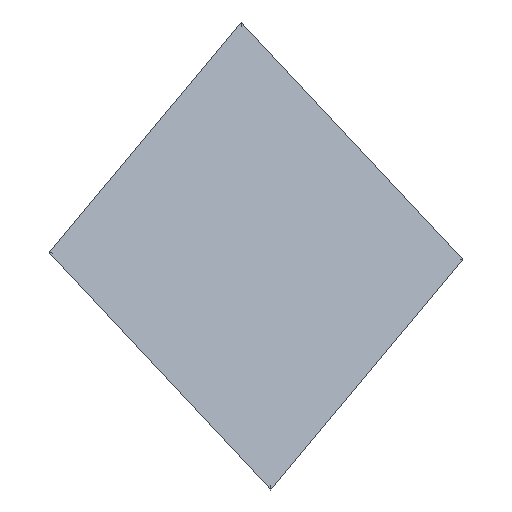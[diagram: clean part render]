
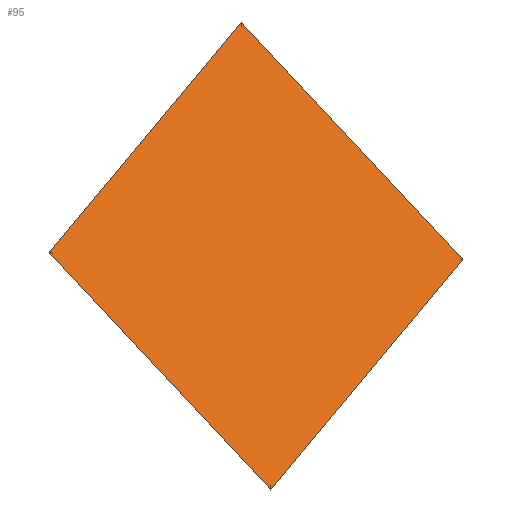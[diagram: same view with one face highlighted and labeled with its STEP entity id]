
A CAD part, front view. The second image highlights one B-rep face of the part: STEP entity #95.
In plain terms, the highlighted free-form (B-spline) face has degree [3, 3] with [5, 5] control points.
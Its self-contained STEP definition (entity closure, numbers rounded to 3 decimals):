
#16=FACE_OUTER_BOUND('',#21,.T.);
#21=EDGE_LOOP('',(#74,#75,#76,#77));
#26=B_SPLINE_CURVE_WITH_KNOTS('',3,(#153,#154,#155,#156),.UNSPECIFIED.,
 .F.,.F.,(4,4),(-1650.046,1650.046),.UNSPECIFIED.);
#27=B_SPLINE_CURVE_WITH_KNOTS('',3,(#158,#159,#160,#161),.UNSPECIFIED.,
 .F.,.F.,(4,4),(-1650.046,1650.046),.UNSPECIFIED.);
#28=B_SPLINE_CURVE_WITH_KNOTS('',3,(#163,#164,#165,#166),.UNSPECIFIED.,
 .F.,.F.,(4,4),(-1650.046,1650.046),.UNSPECIFIED.);
#29=B_SPLINE_CURVE_WITH_KNOTS('',3,(#167,#168,#169,#170),.UNSPECIFIED.,
 .F.,.F.,(4,4),(-1650.046,1650.046),.UNSPECIFIED.);
#42=VERTEX_POINT('',#151);
#43=VERTEX_POINT('',#152);
#44=VERTEX_POINT('',#157);
#45=VERTEX_POINT('',#162);
#58=EDGE_CURVE('',#42,#43,#26,.T.);
#59=EDGE_CURVE('',#43,#44,#27,.T.);
#60=EDGE_CURVE('',#44,#45,#28,.T.);
#61=EDGE_CURVE('',#45,#42,#29,.T.);
#74=ORIENTED_EDGE('',*,*,#58,.T.);
#75=ORIENTED_EDGE('',*,*,#59,.T.);
#76=ORIENTED_EDGE('',*,*,#60,.T.);
#77=ORIENTED_EDGE('',*,*,#61,.T.);
#90=B_SPLINE_SURFACE_WITH_KNOTS('',3,3,((#126,#127,#128,#129,#130),(#131,
#132,#133,#134,#135),(#136,#137,#138,#139,#140),(#141,#142,#143,#144,#145),
(#146,#147,#148,#149,#150)),.UNSPECIFIED.,.F.,.F.,.F.,(4,1,4),(4,1,4),(-1650.046,
0.,1650.046),(-1650.046,0.,1650.046),
 .UNSPECIFIED.);
#95=ADVANCED_FACE('',(#16),#90,.F.);
#126=CARTESIAN_POINT('Ctrl Pts',(1287.983,83.666,-3576.054));
#127=CARTESIAN_POINT('Ctrl Pts',(1603.59,326.854,-3196.886));
#128=CARTESIAN_POINT('Ctrl Pts',(2234.805,813.231,-2438.55));
#129=CARTESIAN_POINT('Ctrl Pts',(2866.019,1299.607,-1680.213));
#130=CARTESIAN_POINT('Ctrl Pts',(3181.627,1542.795,-1301.045));
#131=CARTESIAN_POINT('Ctrl Pts',(923.681,-50.838,-3186.554));
#132=CARTESIAN_POINT('Ctrl Pts',(1239.289,192.351,-2807.386));
#133=CARTESIAN_POINT('Ctrl Pts',(1870.503,678.727,-2049.05));
#134=CARTESIAN_POINT('Ctrl Pts',(2501.718,1165.103,-1290.713));
#135=CARTESIAN_POINT('Ctrl Pts',(2817.326,1408.291,-911.545));
#136=CARTESIAN_POINT('Ctrl Pts',(195.079,-319.845,-2407.554));
#137=CARTESIAN_POINT('Ctrl Pts',(510.686,-76.657,-2028.386));
#138=CARTESIAN_POINT('Ctrl Pts',(1141.901,409.719,-1270.05));
#139=CARTESIAN_POINT('Ctrl Pts',(1773.116,896.095,-511.714));
#140=CARTESIAN_POINT('Ctrl Pts',(2088.723,1139.283,-132.546));
#141=CARTESIAN_POINT('Ctrl Pts',(-533.524,-588.853,-1628.555));
#142=CARTESIAN_POINT('Ctrl Pts',(-217.917,-345.665,-1249.386));
#143=CARTESIAN_POINT('Ctrl Pts',(413.298,140.711,-491.05));
#144=CARTESIAN_POINT('Ctrl Pts',(1044.513,627.087,267.286));
#145=CARTESIAN_POINT('Ctrl Pts',(1360.12,870.275,646.454));
#146=CARTESIAN_POINT('Ctrl Pts',(-897.825,-723.357,-1239.055));
#147=CARTESIAN_POINT('Ctrl Pts',(-582.218,-480.169,-859.887));
#148=CARTESIAN_POINT('Ctrl Pts',(48.997,6.207,-101.55));
#149=CARTESIAN_POINT('Ctrl Pts',(680.212,492.583,656.786));
#150=CARTESIAN_POINT('Ctrl Pts',(995.819,735.771,1035.954));
#151=CARTESIAN_POINT('',(995.819,735.771,1035.954));
#152=CARTESIAN_POINT('',(-897.825,-723.357,-1239.055));
#153=CARTESIAN_POINT('Ctrl Pts',(995.819,735.771,1035.954));
#154=CARTESIAN_POINT('Ctrl Pts',(364.604,249.395,277.618));
#155=CARTESIAN_POINT('Ctrl Pts',(-266.611,-236.981,-480.718));
#156=CARTESIAN_POINT('Ctrl Pts',(-897.825,-723.357,-1239.055));
#157=CARTESIAN_POINT('',(1287.983,83.666,-3576.054));
#158=CARTESIAN_POINT('Ctrl Pts',(-897.825,-723.357,-1239.055));
#159=CARTESIAN_POINT('Ctrl Pts',(-169.223,-454.349,-2018.054));
#160=CARTESIAN_POINT('Ctrl Pts',(559.38,-185.342,-2797.054));
#161=CARTESIAN_POINT('Ctrl Pts',(1287.983,83.666,-3576.054));
#162=CARTESIAN_POINT('',(3181.627,1542.795,-1301.045));
#163=CARTESIAN_POINT('Ctrl Pts',(1287.983,83.666,-3576.054));
#164=CARTESIAN_POINT('Ctrl Pts',(1919.197,570.043,-2817.718));
#165=CARTESIAN_POINT('Ctrl Pts',(2550.412,1056.419,-2059.381));
#166=CARTESIAN_POINT('Ctrl Pts',(3181.627,1542.795,-1301.045));
#167=CARTESIAN_POINT('Ctrl Pts',(3181.627,1542.795,-1301.045));
#168=CARTESIAN_POINT('Ctrl Pts',(2453.024,1273.787,-522.045));
#169=CARTESIAN_POINT('Ctrl Pts',(1724.422,1004.779,256.954));
#170=CARTESIAN_POINT('Ctrl Pts',(995.819,735.771,1035.954));
